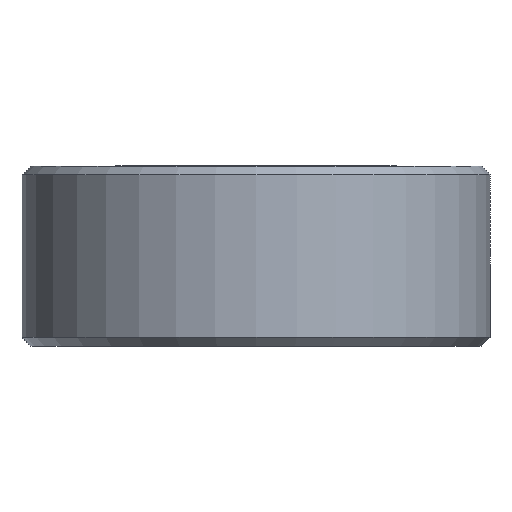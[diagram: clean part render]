
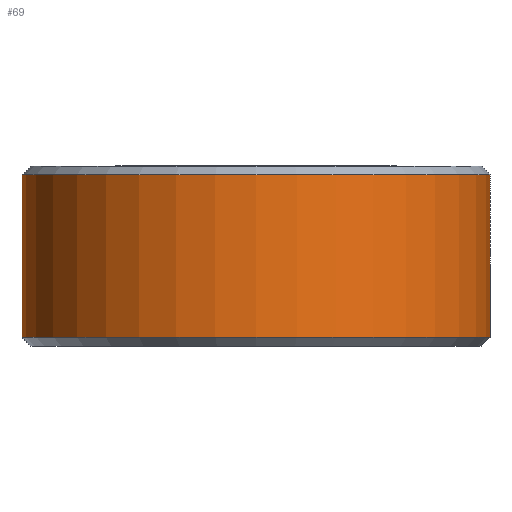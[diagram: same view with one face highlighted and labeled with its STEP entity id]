
A CAD part, front view. The second image highlights one B-rep face of the part: STEP entity #69.
In plain terms, the highlighted cylindrical face has radius 6.5 mm (diameter 13 mm), a partial arc.
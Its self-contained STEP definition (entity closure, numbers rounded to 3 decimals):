
#9 = ORIENTED_EDGE ( 'NONE', *, *, #61, .F. ) ;
#16 = AXIS2_PLACEMENT_3D ( 'NONE', #302, #1177, #436 ) ;
#21 = EDGE_LOOP ( 'NONE', ( #378, #728, #131, #9 ) ) ;
#61 = EDGE_CURVE ( 'NONE', #552, #1084, #1277, .T. ) ;
#69 = ADVANCED_FACE ( 'NONE', ( #1569 ), #231, .T. ) ;
#131 = ORIENTED_EDGE ( 'NONE', *, *, #733, .T. ) ;
#176 = CARTESIAN_POINT ( 'NONE',  ( 6.5, 0., 2.5 ) ) ;
#177 = DIRECTION ( 'NONE',  ( 1., 0., 0. ) ) ;
#231 = CYLINDRICAL_SURFACE ( 'NONE', #1446, 6.5 ) ;
#250 = CARTESIAN_POINT ( 'NONE',  ( 6.5, 0., 2.25 ) ) ;
#302 = CARTESIAN_POINT ( 'NONE',  ( 0., 0., -2.25 ) ) ;
#378 = ORIENTED_EDGE ( 'NONE', *, *, #567, .F. ) ;
#411 = CARTESIAN_POINT ( 'NONE',  ( -6.5, 0., -2.25 ) ) ;
#434 = CARTESIAN_POINT ( 'NONE',  ( 0., 0., 2.25 ) ) ;
#436 = DIRECTION ( 'NONE',  ( 1., 0., 0. ) ) ;
#438 = DIRECTION ( 'NONE',  ( 0., 0., 1. ) ) ;
#459 = LINE ( 'NONE', #176, #535 ) ;
#533 = CARTESIAN_POINT ( 'NONE',  ( -6.5, 0., 2.5 ) ) ;
#535 = VECTOR ( 'NONE', #1049, 1000. ) ;
#552 = VERTEX_POINT ( 'NONE', #1134 ) ;
#567 = EDGE_CURVE ( 'NONE', #605, #552, #699, .T. ) ;
#570 = DIRECTION ( 'NONE',  ( 1., 0., 0. ) ) ;
#605 = VERTEX_POINT ( 'NONE', #411 ) ;
#632 = CARTESIAN_POINT ( 'NONE',  ( 6.5, 0., -2.25 ) ) ;
#672 = EDGE_CURVE ( 'NONE', #605, #1041, #975, .T. ) ;
#693 = DIRECTION ( 'NONE',  ( 0., 0., 1. ) ) ;
#699 = LINE ( 'NONE', #533, #1356 ) ;
#728 = ORIENTED_EDGE ( 'NONE', *, *, #672, .T. ) ;
#733 = EDGE_CURVE ( 'NONE', #1041, #1084, #459, .T. ) ;
#975 = CIRCLE ( 'NONE', #16, 6.5 ) ;
#1041 = VERTEX_POINT ( 'NONE', #632 ) ;
#1049 = DIRECTION ( 'NONE',  ( 0., 0., 1. ) ) ;
#1084 = VERTEX_POINT ( 'NONE', #250 ) ;
#1134 = CARTESIAN_POINT ( 'NONE',  ( -6.5, 0., 2.25 ) ) ;
#1177 = DIRECTION ( 'NONE',  ( 0., 0., 1. ) ) ;
#1277 = CIRCLE ( 'NONE', #1345, 6.5 ) ;
#1282 = DIRECTION ( 'NONE',  ( 0., 0., 1. ) ) ;
#1345 = AXIS2_PLACEMENT_3D ( 'NONE', #434, #438, #570 ) ;
#1356 = VECTOR ( 'NONE', #1282, 1000. ) ;
#1446 = AXIS2_PLACEMENT_3D ( 'NONE', #1449, #693, #177 ) ;
#1449 = CARTESIAN_POINT ( 'NONE',  ( 0., 0., 2.5 ) ) ;
#1569 = FACE_OUTER_BOUND ( 'NONE', #21, .T. ) ;
